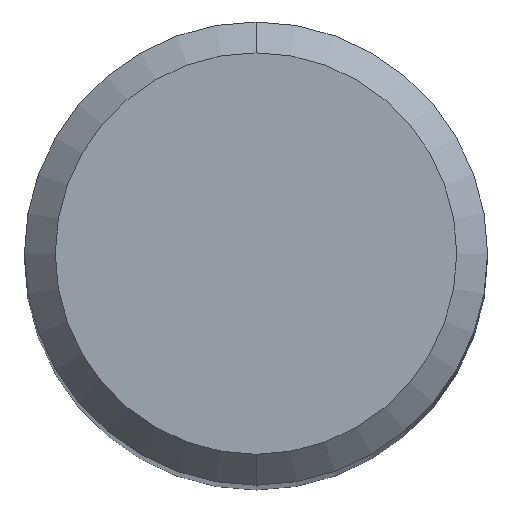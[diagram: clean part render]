
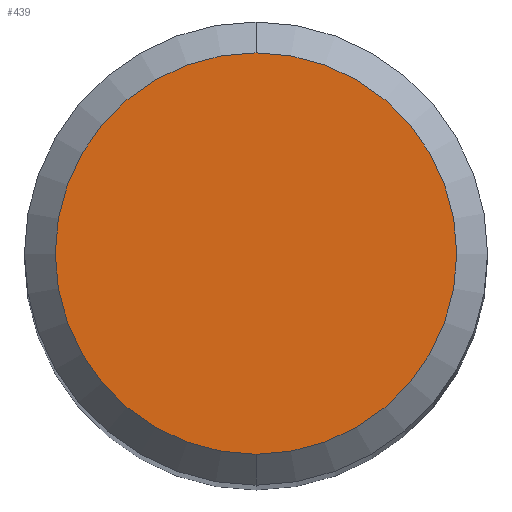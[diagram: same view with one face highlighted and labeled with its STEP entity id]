
A CAD part, top view. The second image highlights one B-rep face of the part: STEP entity #439.
In plain terms, the highlighted planar face has unit normal (0, 0, 1).
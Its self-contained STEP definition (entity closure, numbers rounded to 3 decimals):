
#267=VERTEX_POINT('',#583);
#289=VERTEX_POINT('',#607);
#435=EDGE_CURVE('',#267,#289,#770,.T.);
#439=ADVANCED_FACE('',(#774),#775,.T.);
#443=EDGE_CURVE('',#289,#267,#779,.T.);
#583=CARTESIAN_POINT('',(0.,-2.6,0.0));
#607=CARTESIAN_POINT('',(0.0,2.6,0.0));
#770=CIRCLE('',#1345,2.6);
#774=FACE_OUTER_BOUND('',#1351,.T.);
#775=PLANE('',#1352);
#779=CIRCLE('',#1357,2.6);
#1345=AXIS2_PLACEMENT_3D('',#1769,#1770,#1771);
#1351=EDGE_LOOP('',(#1774,#1775));
#1352=AXIS2_PLACEMENT_3D('',#1776,#1777,#1778);
#1357=AXIS2_PLACEMENT_3D('',#1779,#1780,#1781);
#1769=CARTESIAN_POINT('',(0.0,0.0,0.0));
#1770=DIRECTION('',(0.0,0.0,-1.0));
#1771=DIRECTION('',(0.0,1.0,0.0));
#1774=ORIENTED_EDGE('',*,*,#443,.F.);
#1775=ORIENTED_EDGE('',*,*,#435,.F.);
#1776=CARTESIAN_POINT('',(0.0,1.3,0.0));
#1777=DIRECTION('',(-0.0,0.0,1.0));
#1778=DIRECTION('',(0.0,-1.0,0.0));
#1779=CARTESIAN_POINT('',(0.0,0.0,0.0));
#1780=DIRECTION('',(0.0,0.0,-1.0));
#1781=DIRECTION('',(0.0,1.0,0.0));
